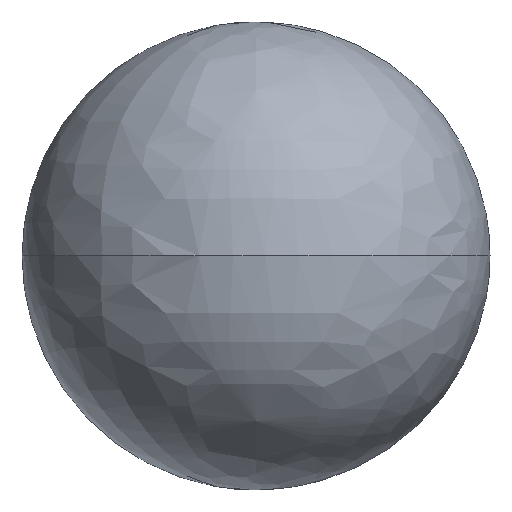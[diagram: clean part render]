
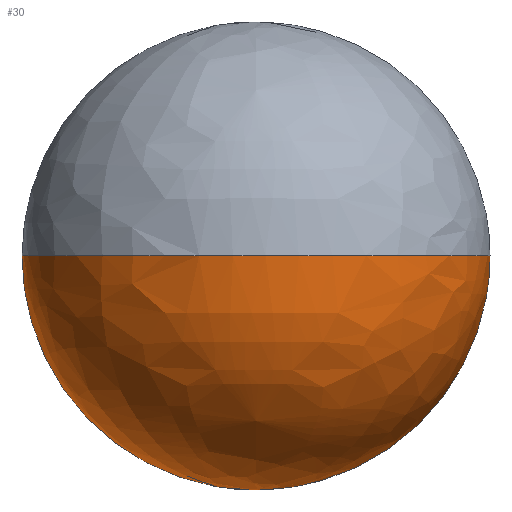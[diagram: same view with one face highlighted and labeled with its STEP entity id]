
A CAD part, top view. The second image highlights one B-rep face of the part: STEP entity #30.
In plain terms, the highlighted free-form (B-spline) face has degree [2, 2] with [5, 3] control points.
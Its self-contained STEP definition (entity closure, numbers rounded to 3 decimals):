
#30=ADVANCED_FACE($,(#96),#707,.T.);
#96=FACE_OUTER_BOUND($,#161,.T.);
#161=EDGE_LOOP($,(#263,#264,#265));
#263=ORIENTED_EDGE($,*,*,#510,.T.);
#264=ORIENTED_EDGE($,*,*,#511,.T.);
#265=ORIENTED_EDGE($,*,*,#512,.T.);
#510=EDGE_CURVE($,#637,#638,#776,.T.);
#511=EDGE_CURVE($,#638,#639,#777,.T.);
#512=EDGE_CURVE($,#639,#637,#778,.T.);
#637=VERTEX_POINT($,#1841);
#638=VERTEX_POINT($,#1842);
#639=VERTEX_POINT($,#1843);
#707=(
BOUNDED_SURFACE()
B_SPLINE_SURFACE(2,2,((#1665,#1666,#1667),(#1668,#1669,#1670),(#1671,#1672,
#1673),(#1674,#1675,#1676),(#1677,#1678,#1679)),.UNSPECIFIED.,.F.,.F.,.F.)
B_SPLINE_SURFACE_WITH_KNOTS((3,2,3),(3,3),(0.,128.61,257.219),
(264.472,528.944),.UNSPECIFIED.)
GEOMETRIC_REPRESENTATION_ITEM()
RATIONAL_B_SPLINE_SURFACE(((1.,0.707,1.),(0.707,
0.5,0.707),(1.,0.707,1.),(0.707,0.5,
0.707),(1.,0.707,1.)))
REPRESENTATION_ITEM($)
SURFACE()
);
#776=(
BOUNDED_CURVE()
B_SPLINE_CURVE(2,(#1460,#1461,#1462,#1463,#1464),.UNSPECIFIED.,.F.,.F.)
B_SPLINE_CURVE_WITH_KNOTS((3,2,3),(0.,128.61,257.219),
.UNSPECIFIED.)
CURVE()
GEOMETRIC_REPRESENTATION_ITEM()
RATIONAL_B_SPLINE_CURVE((1.,0.707,1.,0.707,1.))
REPRESENTATION_ITEM($)
);
#777=(
BOUNDED_CURVE()
B_SPLINE_CURVE(2,(#1465,#1466,#1467),.UNSPECIFIED.,.F.,.F.)
B_SPLINE_CURVE_WITH_KNOTS((3,3),(264.472,528.944),.UNSPECIFIED.)
CURVE()
GEOMETRIC_REPRESENTATION_ITEM()
RATIONAL_B_SPLINE_CURVE((1.,0.707,1.))
REPRESENTATION_ITEM($)
);
#778=(
BOUNDED_CURVE()
B_SPLINE_CURVE(2,(#1468,#1469,#1470),.UNSPECIFIED.,.F.,.F.)
B_SPLINE_CURVE_WITH_KNOTS((3,3),(-528.944,-264.472),.UNSPECIFIED.)
CURVE()
GEOMETRIC_REPRESENTATION_ITEM()
RATIONAL_B_SPLINE_CURVE((1.,0.707,1.))
REPRESENTATION_ITEM($)
);
#1460=CARTESIAN_POINT($,(175.,0.,486.462));
#1461=CARTESIAN_POINT($,(175.,0.,661.462));
#1462=CARTESIAN_POINT($,(0.,0.,661.462));
#1463=CARTESIAN_POINT($,(-175.,0.,661.462));
#1464=CARTESIAN_POINT($,(-175.,0.,486.462));
#1465=CARTESIAN_POINT($,(-175.,0.,486.462));
#1466=CARTESIAN_POINT($,(-175.,-175.,486.462));
#1467=CARTESIAN_POINT($,(0.,-175.,486.462));
#1468=CARTESIAN_POINT($,(0.,-175.,486.462));
#1469=CARTESIAN_POINT($,(175.,-175.,486.462));
#1470=CARTESIAN_POINT($,(175.,0.,486.462));
#1665=CARTESIAN_POINT($,(175.,0.,486.462));
#1666=CARTESIAN_POINT($,(175.,-175.,486.462));
#1667=CARTESIAN_POINT($,(0.,-175.,486.462));
#1668=CARTESIAN_POINT($,(175.,0.,661.462));
#1669=CARTESIAN_POINT($,(175.,-175.,661.462));
#1670=CARTESIAN_POINT($,(0.,-175.,486.462));
#1671=CARTESIAN_POINT($,(0.,0.,661.462));
#1672=CARTESIAN_POINT($,(0.,-175.,661.462));
#1673=CARTESIAN_POINT($,(0.,-175.,486.462));
#1674=CARTESIAN_POINT($,(-175.,0.,661.462));
#1675=CARTESIAN_POINT($,(-175.,-175.,661.462));
#1676=CARTESIAN_POINT($,(0.,-175.,486.462));
#1677=CARTESIAN_POINT($,(-175.,0.,486.462));
#1678=CARTESIAN_POINT($,(-175.,-175.,486.462));
#1679=CARTESIAN_POINT($,(0.,-175.,486.462));
#1841=CARTESIAN_POINT($,(175.,0.,486.462));
#1842=CARTESIAN_POINT($,(-175.,0.,486.462));
#1843=CARTESIAN_POINT($,(0.,-175.,486.462));
